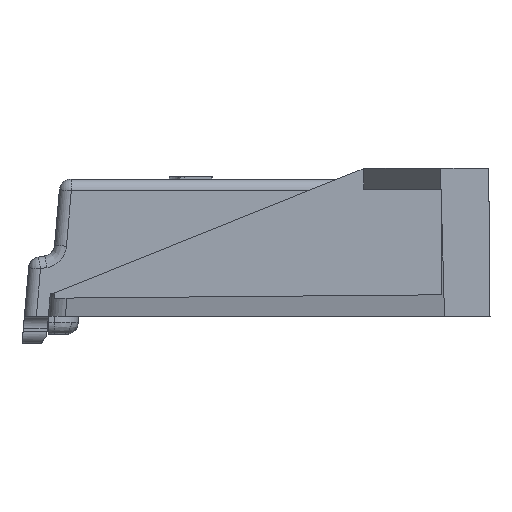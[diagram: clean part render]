
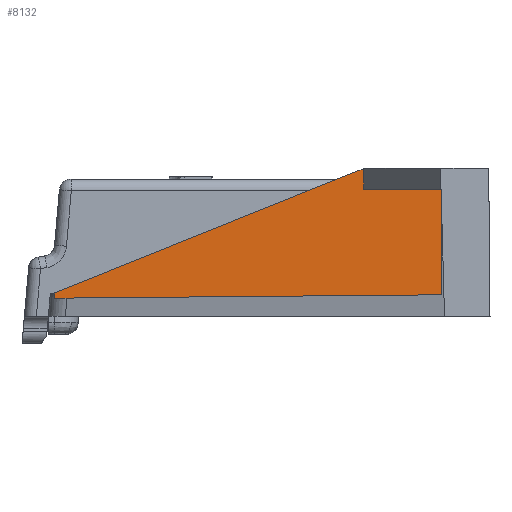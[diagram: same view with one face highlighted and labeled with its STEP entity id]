
A CAD part, left-side view. The second image highlights one B-rep face of the part: STEP entity #8132.
In plain terms, the highlighted planar face has unit normal (-1, 0.009, 0).
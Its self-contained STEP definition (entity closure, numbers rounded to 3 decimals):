
#1281 = DIRECTION ( 'NONE',  ( 0., 0., 1. ) ) ;
#2478 = LINE ( 'NONE', #24468, #6795 ) ;
#3342 = CARTESIAN_POINT ( 'NONE',  ( -66.443, 0.037, 12.354 ) ) ;
#3695 = CARTESIAN_POINT ( 'NONE',  ( -66.495, -5.92, 1.795 ) ) ;
#4789 = DIRECTION ( 'NONE',  ( 0.008, 0.927, -0.374 ) ) ;
#6445 = ORIENTED_EDGE ( 'NONE', *, *, #15334, .T. ) ;
#6700 = EDGE_CURVE ( 'NONE', #46893, #26836, #32510, .T. ) ;
#6795 = VECTOR ( 'NONE', #1281, 1000. ) ;
#7362 = CARTESIAN_POINT ( 'NONE',  ( -66.217, 25.955, 1.517 ) ) ;
#8132 = ADVANCED_FACE ( 'NONE', ( #50847 ), #54468, .T. ) ;
#8943 = DIRECTION ( 'NONE',  ( -1., 0.009, 0. ) ) ;
#9089 = LINE ( 'NONE', #23239, #38756 ) ;
#11766 = VERTEX_POINT ( 'NONE', #51243 ) ;
#12968 = AXIS2_PLACEMENT_3D ( 'NONE', #13780, #8943, #13468 ) ;
#13468 = DIRECTION ( 'NONE',  ( -0.009, -1., 0. ) ) ;
#13780 = CARTESIAN_POINT ( 'NONE',  ( -66.5, -6.5, 0. ) ) ;
#15334 = EDGE_CURVE ( 'NONE', #37001, #15466, #53737, .T. ) ;
#15466 = VERTEX_POINT ( 'NONE', #28407 ) ;
#15642 = EDGE_CURVE ( 'NONE', #31828, #28245, #2478, .T. ) ;
#15782 = VECTOR ( 'NONE', #22394, 1000. ) ;
#15893 = EDGE_CURVE ( 'NONE', #11766, #15466, #47314, .T. ) ;
#16980 = VECTOR ( 'NONE', #4789, 1000. ) ;
#20952 = CARTESIAN_POINT ( 'NONE',  ( -66.44, 0.36, 12.255 ) ) ;
#22244 = CARTESIAN_POINT ( 'NONE',  ( -66.217, 25.955, 1.517 ) ) ;
#22394 = DIRECTION ( 'NONE',  ( -0.009, -1., 0.009 ) ) ;
#23239 = CARTESIAN_POINT ( 'NONE',  ( -66.495, -5.92, 10.605 ) ) ;
#23977 = CARTESIAN_POINT ( 'NONE',  ( -66.442, 0.147, 12.33 ) ) ;
#24468 = CARTESIAN_POINT ( 'NONE',  ( -66.443, 0.037, 10.6 ) ) ;
#25779 = ORIENTED_EDGE ( 'NONE', *, *, #6700, .T. ) ;
#26836 = VERTEX_POINT ( 'NONE', #48766 ) ;
#28245 = VERTEX_POINT ( 'NONE', #3342 ) ;
#28407 = CARTESIAN_POINT ( 'NONE',  ( -66.5, -6.5, 1.8 ) ) ;
#28594 = ORIENTED_EDGE ( 'NONE', *, *, #15642, .T. ) ;
#31331 = EDGE_CURVE ( 'NONE', #11766, #31828, #9089, .T. ) ;
#31335 = ORIENTED_EDGE ( 'NONE', *, *, #43606, .T. ) ;
#31828 = VERTEX_POINT ( 'NONE', #43057 ) ;
#32510 = LINE ( 'NONE', #50910, #16980 ) ;
#33412 = VECTOR ( 'NONE', #38880, 1000. ) ;
#34770 = CARTESIAN_POINT ( 'NONE',  ( -66.217, 25.922, 1.952 ) ) ;
#35082 = CARTESIAN_POINT ( 'NONE',  ( -66.217, 25.933, 1.807 ) ) ;
#36426 =( BOUNDED_CURVE ( )  B_SPLINE_CURVE ( 3, ( #59563, #23977, #56250, #20952 ),
 .UNSPECIFIED., .F., .T. ) 
 B_SPLINE_CURVE_WITH_KNOTS ( ( 4, 4 ),
 ( 4.927, 5.096 ),
 .UNSPECIFIED. ) 
 CURVE ( )  GEOMETRIC_REPRESENTATION_ITEM ( )  RATIONAL_B_SPLINE_CURVE ( ( 1., 0.998, 0.998, 1. ) ) 
 REPRESENTATION_ITEM ( '' )  );
#37001 = VERTEX_POINT ( 'NONE', #22244 ) ;
#38756 = VECTOR ( 'NONE', #54311, 1000. ) ;
#38761 = EDGE_CURVE ( 'NONE', #26836, #37001, #53690, .T. ) ;
#38880 = DIRECTION ( 'NONE',  ( 0., 0., -1. ) ) ;
#38983 = CARTESIAN_POINT ( 'NONE',  ( -66.44, 0.36, 12.255 ) ) ;
#43057 = CARTESIAN_POINT ( 'NONE',  ( -66.443, 0.037, 10.657 ) ) ;
#43606 = EDGE_CURVE ( 'NONE', #28245, #46893, #36426, .T. ) ;
#46040 = EDGE_LOOP ( 'NONE', ( #28594, #31335, #25779, #54300, #6445, #55144, #53332 ) ) ;
#46893 = VERTEX_POINT ( 'NONE', #38983 ) ;
#47314 = LINE ( 'NONE', #57255, #33412 ) ;
#48766 = CARTESIAN_POINT ( 'NONE',  ( -66.217, 25.922, 1.952 ) ) ;
#50847 = FACE_OUTER_BOUND ( 'NONE', #46040, .T. ) ;
#50910 = CARTESIAN_POINT ( 'NONE',  ( -66.406, 4.299, 10.667 ) ) ;
#51243 = CARTESIAN_POINT ( 'NONE',  ( -66.5, -6.5, 10.6 ) ) ;
#53332 = ORIENTED_EDGE ( 'NONE', *, *, #31331, .T. ) ;
#53690 =( BOUNDED_CURVE ( )  B_SPLINE_CURVE ( 3, ( #34770, #35082, #57691, #7362 ),
 .UNSPECIFIED., .F., .T. ) 
 B_SPLINE_CURVE_WITH_KNOTS ( ( 4, 4 ),
 ( 2.192, 2.196 ),
 .UNSPECIFIED. ) 
 CURVE ( )  GEOMETRIC_REPRESENTATION_ITEM ( )  RATIONAL_B_SPLINE_CURVE ( ( 1., 1., 1., 1. ) ) 
 REPRESENTATION_ITEM ( '' )  );
#53737 = LINE ( 'NONE', #3695, #15782 ) ;
#54300 = ORIENTED_EDGE ( 'NONE', *, *, #38761, .T. ) ;
#54311 = DIRECTION ( 'NONE',  ( 0.009, 1., 0.009 ) ) ;
#54468 = PLANE ( 'NONE',  #12968 ) ;
#55144 = ORIENTED_EDGE ( 'NONE', *, *, #15893, .F. ) ;
#56250 = CARTESIAN_POINT ( 'NONE',  ( -66.441, 0.255, 12.297 ) ) ;
#57255 = CARTESIAN_POINT ( 'NONE',  ( -66.5, -6.5, 0. ) ) ;
#57691 = CARTESIAN_POINT ( 'NONE',  ( -66.217, 25.944, 1.662 ) ) ;
#59563 = CARTESIAN_POINT ( 'NONE',  ( -66.443, 0.037, 12.354 ) ) ;
